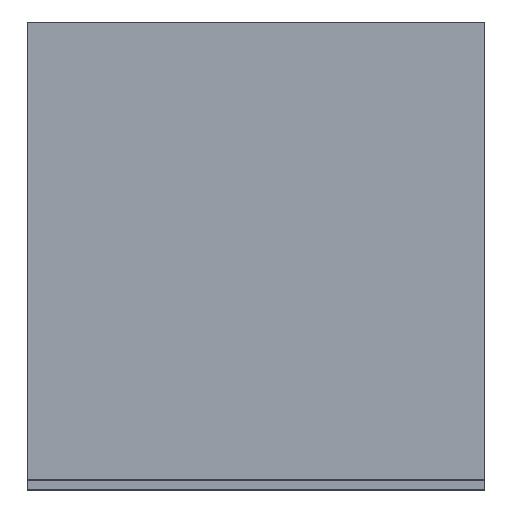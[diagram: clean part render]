
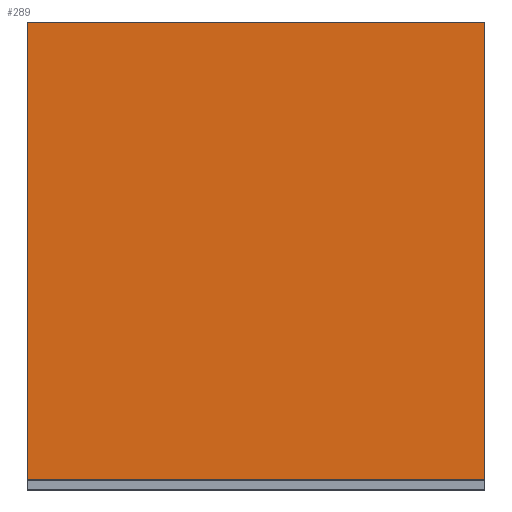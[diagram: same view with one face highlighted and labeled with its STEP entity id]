
A CAD part, top view. The second image highlights one B-rep face of the part: STEP entity #289.
In plain terms, the highlighted planar face has unit normal (0, 0, 1).
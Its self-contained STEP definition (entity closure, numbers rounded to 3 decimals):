
#26=PLANE('',#330);
#39=FACE_OUTER_BOUND('',#57,.T.);
#57=EDGE_LOOP('',(#234,#235,#236,#237));
#70=LINE('',#442,#97);
#74=LINE('',#450,#101);
#77=LINE('',#456,#104);
#80=LINE('',#461,#107);
#97=VECTOR('',#360,10.);
#101=VECTOR('',#366,10.);
#104=VECTOR('',#371,10.);
#107=VECTOR('',#376,10.);
#139=VERTEX_POINT('',#440);
#140=VERTEX_POINT('',#441);
#143=VERTEX_POINT('',#449);
#145=VERTEX_POINT('',#455);
#168=EDGE_CURVE('',#139,#140,#70,.T.);
#172=EDGE_CURVE('',#143,#139,#74,.T.);
#175=EDGE_CURVE('',#145,#143,#77,.T.);
#178=EDGE_CURVE('',#140,#145,#80,.T.);
#234=ORIENTED_EDGE('',*,*,#178,.T.);
#235=ORIENTED_EDGE('',*,*,#175,.T.);
#236=ORIENTED_EDGE('',*,*,#172,.T.);
#237=ORIENTED_EDGE('',*,*,#168,.T.);
#289=ADVANCED_FACE('',(#39),#26,.T.);
#330=AXIS2_PLACEMENT_3D('',#468,#384,#385);
#360=DIRECTION('',(0.,-1.,0.));
#366=DIRECTION('',(-1.,0.,0.));
#371=DIRECTION('',(0.,1.,0.));
#376=DIRECTION('',(1.,0.,0.));
#384=DIRECTION('center_axis',(0.,0.,1.));
#385=DIRECTION('ref_axis',(1.,0.,0.));
#440=CARTESIAN_POINT('',(1604.481,6805.329,2600.));
#441=CARTESIAN_POINT('',(1604.481,6605.329,2600.));
#442=CARTESIAN_POINT('',(1604.481,6805.329,2600.));
#449=CARTESIAN_POINT('',(1804.481,6805.329,2600.));
#450=CARTESIAN_POINT('',(1804.481,6805.329,2600.));
#455=CARTESIAN_POINT('',(1804.481,6605.329,2600.));
#456=CARTESIAN_POINT('',(1804.481,6605.329,2600.));
#461=CARTESIAN_POINT('',(1604.481,6605.329,2600.));
#468=CARTESIAN_POINT('Origin',(1704.481,6705.329,2600.));
